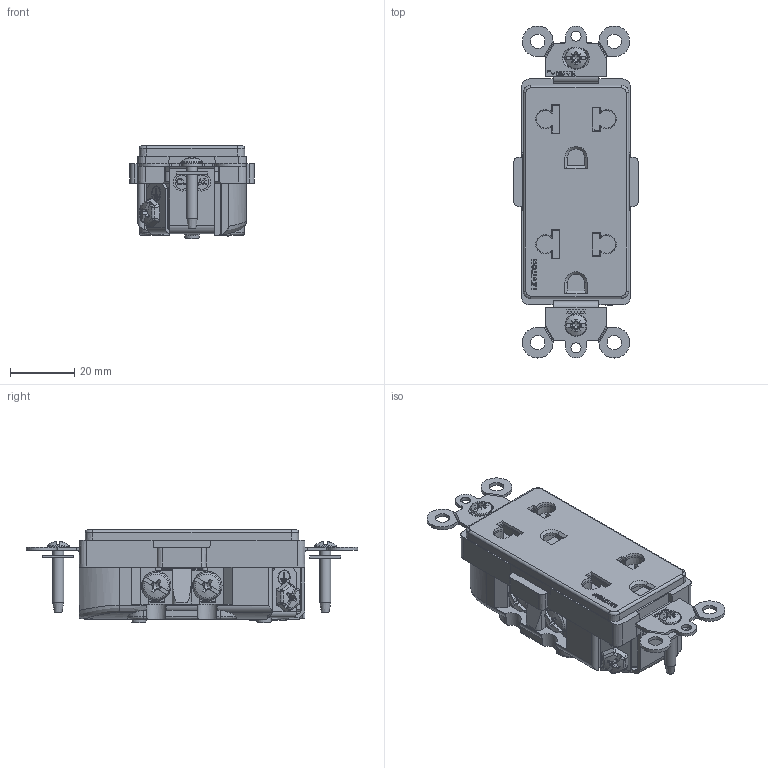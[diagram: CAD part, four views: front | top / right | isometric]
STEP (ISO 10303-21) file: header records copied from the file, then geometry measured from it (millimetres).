
FILE_DESCRIPTION (( 'STEP AP214' ), '1' );
FILE_NAME ('CATSTD-05835-00X-M01.STEP', '2020-10-06T17:42:02', ( '' ), ( '' ), 'SwSTEP 2.0', 'SolidWorks 2020', '' );
FILE_SCHEMA (( 'AUTOMOTIVE_DESIGN' ));
Length unit declared in the file: inch
Products named in the file (1): CATSTD-05835-00X-M01
Bounding box: 38.66 x 103.17 x 29.06 mm (x, y, z)
Volume: 39496.1 mm3; surface area: 39228.3 mm2
Topology: 16 solids, 18 shells, 3908 faces, 10814 edges, 6939 vertices
Faces by surface type: plane 2783, cylinder 756, cone 205, bspline 132, torus 22, sphere 10
Full cylindrical faces by diameter (mm): 1.321 x2, 1.981 x15, 2.184 x2, 2.286 x2, 2.388 x2, 2.438 x2, 2.743 x2, 2.858 x2, 3.124 x2, 3.175 x2, 3.404 x2, 3.734 x1, 4.343 x1, 4.404 x1, 4.42 x4, 4.521 x4, 4.699 x1, 4.754 x1, 4.803 x4, 5.537 x2, 6.858 x2
Entity records: 184732 total; most frequent: CARTESIAN_POINT 39883, ORIENTED_EDGE 21294, DIRECTION 17406, EDGE_CURVE 10647, VECTOR 7542, LINE 7542, VERTEX_POINT 6880, AXIS2_PLACEMENT_3D 4932
